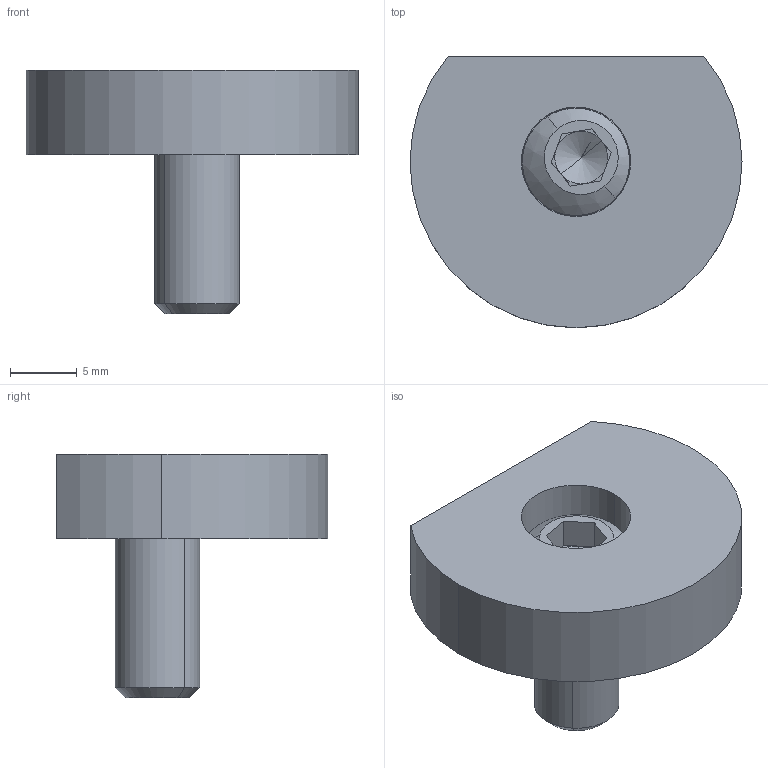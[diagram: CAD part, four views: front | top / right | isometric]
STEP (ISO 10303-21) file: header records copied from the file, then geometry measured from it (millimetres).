
FILE_DESCRIPTION (( 'STEP AP203' ), '1' );
FILE_NAME ('SW3dPS-50506.step', '2011-07-18T07:21:54', ( 'sysAdmin' ), ( 'SolidWorks' ), 'SwSTEP 2.0', 'SolidWorks 2011', '' );
FILE_SCHEMA (( 'CONFIG_CONTROL_DESIGN' ));
Length unit declared in the file: inch
Products named in the file (3): SW3dPS-50506; SW3dPS-50506_10365; SW3dPS-50506_10504
Assembly tree (2 placements, depth 2):
  SW3dPS-50506
    SW3dPS-50506_10365
    SW3dPS-50506_10504
Bounding box: 24.89 x 20.37 x 18.29 mm (x, y, z)
Volume: 2897 mm3; surface area: 1847.4 mm2
Topology: 2 solids, 2 shells, 36 faces, 80 edges, 49 vertices
Faces by surface type: plane 19, cylinder 11, cone 4, sphere 2
Entity records: 1355 total; most frequent: CARTESIAN_POINT 234, DIRECTION 188, ORIENTED_EDGE 156, EDGE_CURVE 78, AXIS2_PLACEMENT_3D 73, VERTEX_POINT 49, VECTOR 42, LINE 42
